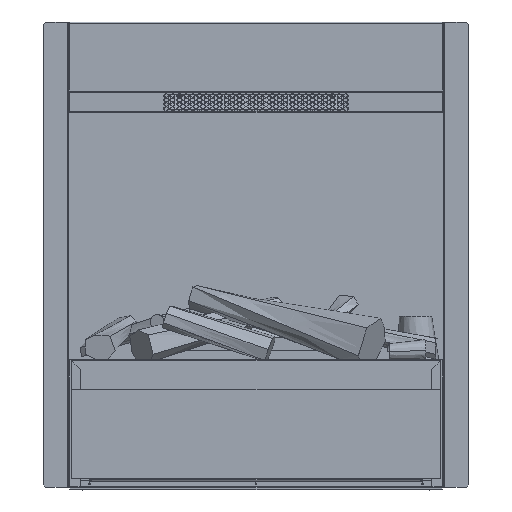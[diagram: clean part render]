
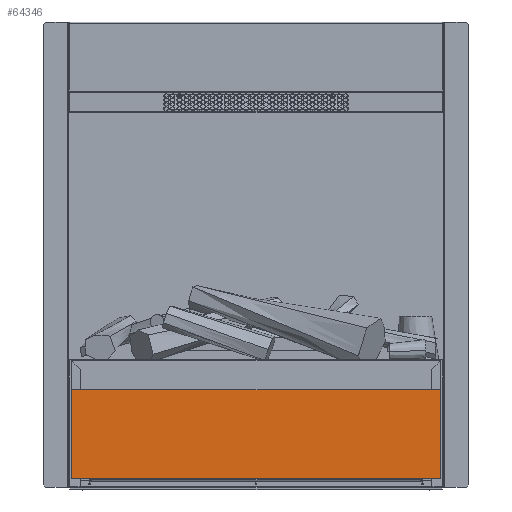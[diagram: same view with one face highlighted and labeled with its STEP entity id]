
A CAD part, top view. The second image highlights one B-rep face of the part: STEP entity #64346.
In plain terms, the highlighted planar face has unit normal (0, 0, 1).
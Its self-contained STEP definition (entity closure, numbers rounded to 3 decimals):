
#1885 = VERTEX_POINT ( 'NONE', #32649 ) ;
#2398 = DIRECTION ( 'NONE',  ( 1., 0., 0. ) ) ;
#2774 = LINE ( 'NONE', #93192, #29358 ) ;
#3856 = DIRECTION ( 'NONE',  ( 0., 0., 1. ) ) ;
#9266 = VERTEX_POINT ( 'NONE', #37788 ) ;
#9464 = CARTESIAN_POINT ( 'NONE',  ( -277.5, -29.3, 161.6 ) ) ;
#9731 = ORIENTED_EDGE ( 'NONE', *, *, #17561, .T. ) ;
#17561 = EDGE_CURVE ( 'NONE', #59452, #85573, #52969, .T. ) ;
#18628 = DIRECTION ( 'NONE',  ( -1., 0., 0. ) ) ;
#20655 = ORIENTED_EDGE ( 'NONE', *, *, #50332, .T. ) ;
#22829 = PLANE ( 'NONE',  #50028 ) ;
#24692 = DIRECTION ( 'NONE',  ( 0., -1., 0. ) ) ;
#29358 = VECTOR ( 'NONE', #24692, 1000. ) ;
#32406 = DIRECTION ( 'NONE',  ( 0., -1., 0. ) ) ;
#32649 = CARTESIAN_POINT ( 'NONE',  ( 277.5, -29.3, 161.6 ) ) ;
#32650 = LINE ( 'NONE', #87123, #91450 ) ;
#37788 = CARTESIAN_POINT ( 'NONE',  ( 277.5, -162.3, 161.6 ) ) ;
#43533 = CARTESIAN_POINT ( 'NONE',  ( 277.5, -162.3, 161.6 ) ) ;
#50028 = AXIS2_PLACEMENT_3D ( 'NONE', #93767, #3856, #2398 ) ;
#50332 = EDGE_CURVE ( 'NONE', #1885, #59452, #32650, .T. ) ;
#52969 = LINE ( 'NONE', #9464, #89736 ) ;
#59452 = VERTEX_POINT ( 'NONE', #76413 ) ;
#62435 = VECTOR ( 'NONE', #66038, 1000. ) ;
#64346 = ADVANCED_FACE ( 'NONE', ( #91299 ), #22829, .T. ) ;
#65759 = EDGE_CURVE ( 'NONE', #1885, #9266, #2774, .T. ) ;
#66038 = DIRECTION ( 'NONE',  ( -1., 0., 0. ) ) ;
#71406 = EDGE_LOOP ( 'NONE', ( #20655, #9731, #82678, #94678 ) ) ;
#76413 = CARTESIAN_POINT ( 'NONE',  ( -277.5, -29.3, 161.6 ) ) ;
#81491 = LINE ( 'NONE', #43533, #62435 ) ;
#82678 = ORIENTED_EDGE ( 'NONE', *, *, #85847, .F. ) ;
#85573 = VERTEX_POINT ( 'NONE', #91068 ) ;
#85847 = EDGE_CURVE ( 'NONE', #9266, #85573, #81491, .T. ) ;
#87123 = CARTESIAN_POINT ( 'NONE',  ( 277.5, -29.3, 161.6 ) ) ;
#89736 = VECTOR ( 'NONE', #32406, 1000. ) ;
#91068 = CARTESIAN_POINT ( 'NONE',  ( -277.5, -162.3, 161.6 ) ) ;
#91299 = FACE_OUTER_BOUND ( 'NONE', #71406, .T. ) ;
#91450 = VECTOR ( 'NONE', #18628, 1000. ) ;
#93192 = CARTESIAN_POINT ( 'NONE',  ( 277.5, -29.3, 161.6 ) ) ;
#93767 = CARTESIAN_POINT ( 'NONE',  ( 0., -86.8, 161.6 ) ) ;
#94678 = ORIENTED_EDGE ( 'NONE', *, *, #65759, .F. ) ;
